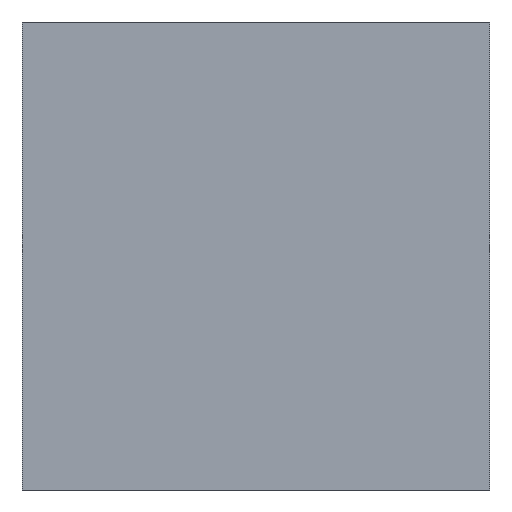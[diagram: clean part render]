
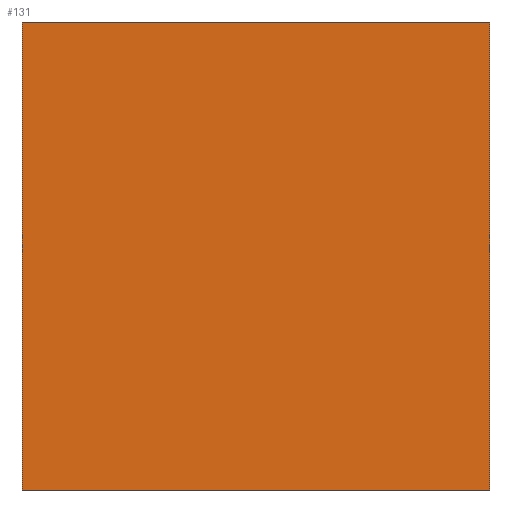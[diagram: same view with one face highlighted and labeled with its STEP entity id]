
A CAD part, front view. The second image highlights one B-rep face of the part: STEP entity #131.
In plain terms, the highlighted planar face has unit normal (0, -1, 0).
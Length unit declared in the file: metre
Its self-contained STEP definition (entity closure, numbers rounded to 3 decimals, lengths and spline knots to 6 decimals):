
#26=ORIENTED_EDGE('',*,*,#58,.F.);
#27=ORIENTED_EDGE('',*,*,#59,.T.);
#28=ORIENTED_EDGE('',*,*,#60,.T.);
#29=ORIENTED_EDGE('',*,*,#55,.F.);
#55=EDGE_CURVE('',#71,#72,#83,.T.);
#58=EDGE_CURVE('',#74,#71,#86,.T.);
#59=EDGE_CURVE('',#74,#75,#87,.T.);
#60=EDGE_CURVE('',#75,#72,#88,.T.);
#71=VERTEX_POINT('',#193);
#72=VERTEX_POINT('',#195);
#74=VERTEX_POINT('',#201);
#75=VERTEX_POINT('',#203);
#83=LINE('',#194,#99);
#86=LINE('',#200,#102);
#87=LINE('',#202,#103);
#88=LINE('',#204,#104);
#99=VECTOR('',#162,1.);
#102=VECTOR('',#167,1.);
#103=VECTOR('',#168,1.);
#104=VECTOR('',#169,1.);
#113=EDGE_LOOP('',(#26,#27,#28,#29));
#119=FACE_BOUND('',#113,.T.);
#125=PLANE('',#150);
#131=ADVANCED_FACE('',(#119),#125,.F.);
#150=AXIS2_PLACEMENT_3D('',#199,#165,#166);
#162=DIRECTION('',(-1.,0.,0.));
#165=DIRECTION('',(0.,1.,0.));
#166=DIRECTION('',(1.,0.,0.));
#167=DIRECTION('',(0.,0.,-1.));
#168=DIRECTION('',(-1.,0.,0.));
#169=DIRECTION('',(0.,0.,-1.));
#193=CARTESIAN_POINT('',(0.004,-0.010151,-0.02));
#194=CARTESIAN_POINT('',(0.,-0.010151,-0.02));
#195=CARTESIAN_POINT('',(-0.004,-0.010151,-0.02));
#199=CARTESIAN_POINT('',(0.,-0.010151,-0.016));
#200=CARTESIAN_POINT('',(0.004,-0.010151,-0.016));
#201=CARTESIAN_POINT('',(0.004,-0.010151,-0.012));
#202=CARTESIAN_POINT('',(0.,-0.010151,-0.012));
#203=CARTESIAN_POINT('',(-0.004,-0.010151,-0.012));
#204=CARTESIAN_POINT('',(-0.004,-0.010151,-0.016));
